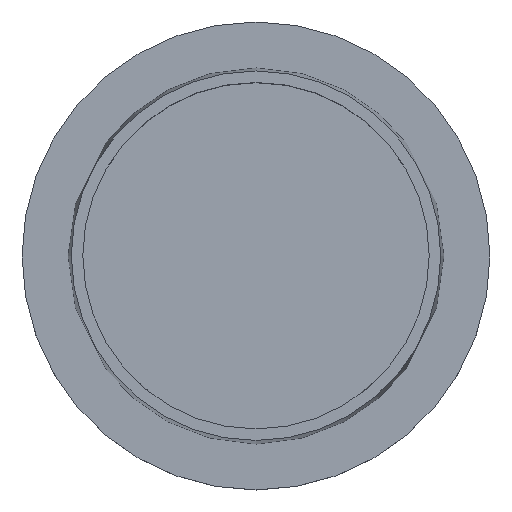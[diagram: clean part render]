
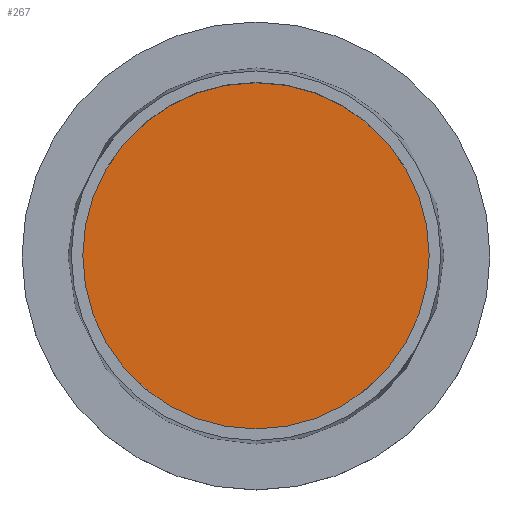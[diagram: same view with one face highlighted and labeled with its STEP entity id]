
A CAD part, top view. The second image highlights one B-rep face of the part: STEP entity #267.
In plain terms, the highlighted planar face has unit normal (0, 0, 1).
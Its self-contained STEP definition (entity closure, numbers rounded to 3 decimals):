
#53=PLANE('',#825);
#91=FACE_OUTER_BOUND('',#329,.T.);
#267=ADVANCED_FACE('',(#91),#53,.T.);
#305=CIRCLE('',#824,10.55);
#329=EDGE_LOOP('',(#442));
#442=ORIENTED_EDGE('',*,*,#627,.T.);
#627=EDGE_CURVE('',#780,#780,#305,.T.);
#780=VERTEX_POINT('',#1418);
#824=AXIS2_PLACEMENT_3D('',#1417,#903,#904);
#825=AXIS2_PLACEMENT_3D('',#1447,#905,#906);
#903=DIRECTION('',(0.,0.,1.));
#904=DIRECTION('',(0.,-1.,0.));
#905=DIRECTION('',(0.,0.,1.));
#906=DIRECTION('',(0.,-1.,0.));
#1417=CARTESIAN_POINT('',(0.,0.,-9.3));
#1418=CARTESIAN_POINT('',(0.,-10.55,-9.3));
#1447=CARTESIAN_POINT('',(0.,0.,-9.3));
